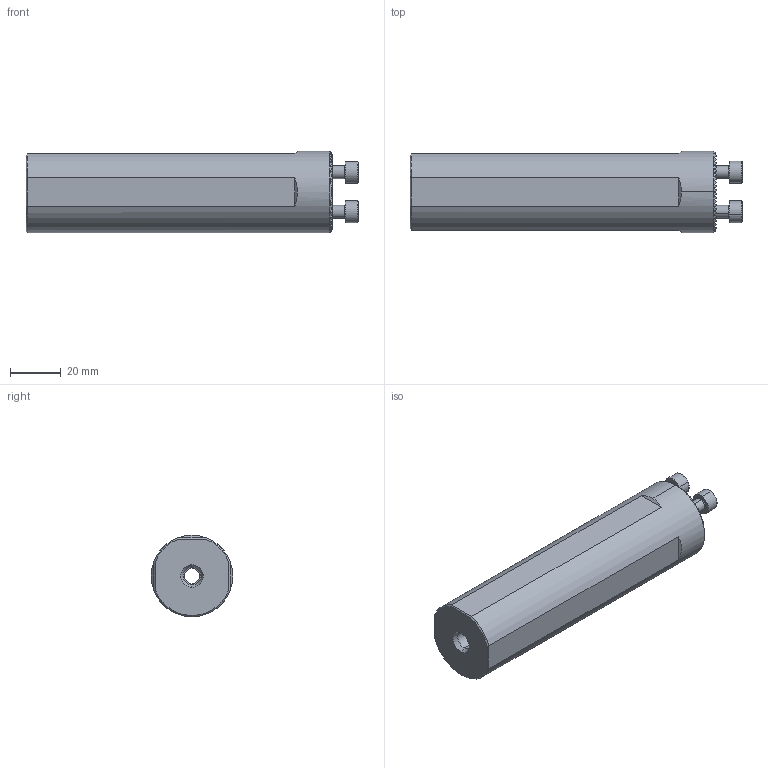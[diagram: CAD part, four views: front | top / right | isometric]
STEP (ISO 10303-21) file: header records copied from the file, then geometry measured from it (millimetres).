
FILE_DESCRIPTION (( 'STEP AP214' ), '1' );
FILE_NAME ('U32.WK2.032.120.STEP', '2023-12-06T06:36:37', ( '' ), ( '' ), 'SwSTEP 2.0', 'SolidWorks 2017', '' );
FILE_SCHEMA (( 'AUTOMOTIVE_DESIGN' ));
Length unit declared in the file: millimetre
Products named in the file (4): U32.WK2.032.120; U32-WK2.032.120_A; DIN 3771 - 6x1; ISO 4762 - M5 x 14
Assembly tree (5 placements, depth 2):
  U32.WK2.032.120
    U32-WK2.032.120_A
    ISO 4762 - M5 x 14  x3
    DIN 3771 - 6x1
Bounding box: 130.4 x 32 x 32 mm (x, y, z)
Volume: 90232.8 mm3; surface area: 18682.2 mm2
Topology: 5 solids, 5 shells, 318 faces, 848 edges, 532 vertices
Faces by surface type: plane 188, cylinder 72, cone 42, torus 16
Entity records: 9624 total; most frequent: CARTESIAN_POINT 3052, ORIENTED_EDGE 1444, DIRECTION 1156, EDGE_CURVE 722, VERTEX_POINT 466, AXIS2_PLACEMENT_3D 444, B_SPLINE_CURVE_WITH_KNOTS 278, EDGE_LOOP 270
